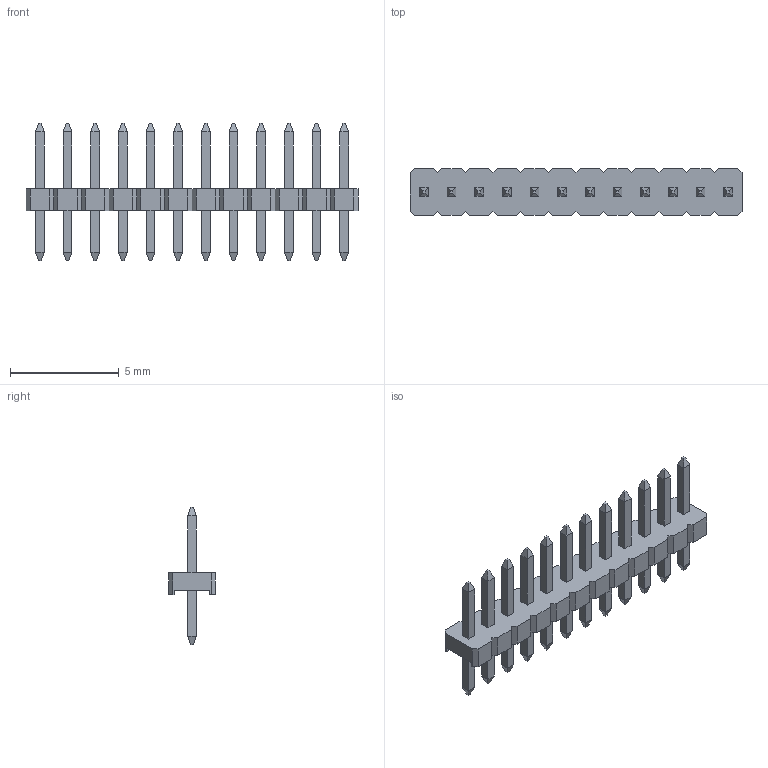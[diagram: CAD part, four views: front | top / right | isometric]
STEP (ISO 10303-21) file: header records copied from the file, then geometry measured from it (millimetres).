
FILE_DESCRIPTION (( 'STEP AP214' ), '1' );
FILE_NAME ('Sullins_GRPB121VWVN-RC_HDRV12W40P127_1X12_1524X214X400-300-230.STEP', '2014-05-16T15:36:57', ( 'pomocnik' ), ( '' ), 'SwSTEP 2.0', 'SolidWorks 2012', '' );
FILE_SCHEMA (( 'AUTOMOTIVE_DESIGN' ));
Length unit declared in the file: millimetre
Products named in the file (1): Sullins_GRPB121VWVN-RC_HDRV12W40P127_1X12_1524X214X400-300-230
Bounding box: 15.24 x 2.14 x 6.3 mm (x, y, z)
Volume: 36.5 mm3; surface area: 204.3 mm2
Topology: 1 solids, 1 shells, 296 faces, 714 edges, 444 vertices
Faces by surface type: plane 296
Entity records: 11600 total; most frequent: CARTESIAN_POINT 1455, ORIENTED_EDGE 1428, DIRECTION 1308, EDGE_CURVE 714, LINE 714, VECTOR 714, VERTEX_POINT 444, EDGE_LOOP 320
